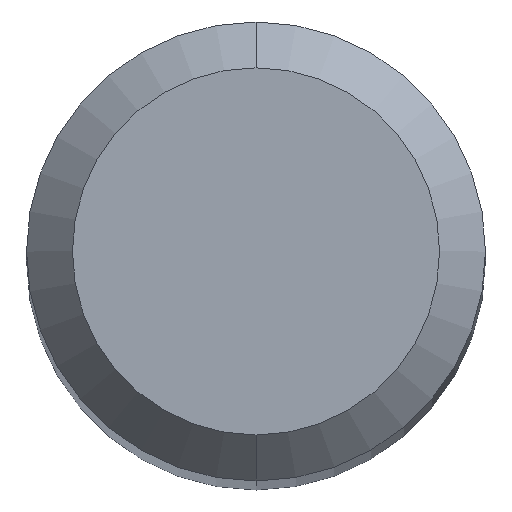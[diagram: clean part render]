
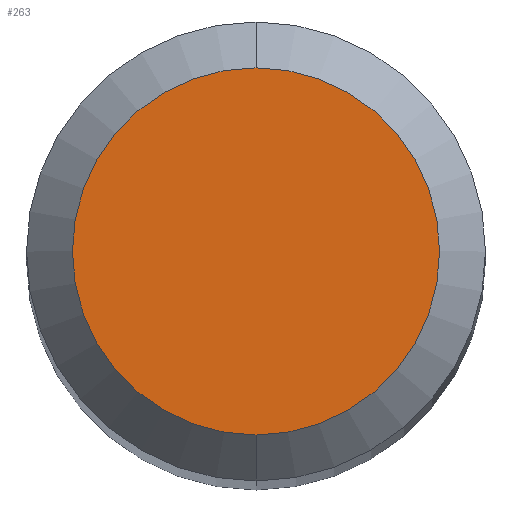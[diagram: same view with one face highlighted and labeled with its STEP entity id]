
A CAD part, top view. The second image highlights one B-rep face of the part: STEP entity #263.
In plain terms, the highlighted planar face has unit normal (0, 0, 1).
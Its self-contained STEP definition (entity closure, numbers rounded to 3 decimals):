
#185=EDGE_CURVE('',#209,#307,#492,.T.);
#209=VERTEX_POINT('',#519);
#251=EDGE_CURVE('',#307,#209,#565,.T.);
#263=ADVANCED_FACE('',(#577),#578,.T.);
#307=VERTEX_POINT('',#626);
#492=CIRCLE('',#824,1.2);
#519=CARTESIAN_POINT('',(0.0,1.2,0.0));
#565=CIRCLE('',#971,1.2);
#577=FACE_OUTER_BOUND('',#1038,.T.);
#578=PLANE('',#1039);
#626=CARTESIAN_POINT('',(0.,-1.2,0.0));
#824=AXIS2_PLACEMENT_3D('',#1446,#1447,#1448);
#971=AXIS2_PLACEMENT_3D('',#1537,#1538,#1539);
#1038=EDGE_LOOP('',(#1544,#1545));
#1039=AXIS2_PLACEMENT_3D('',#1546,#1547,#1548);
#1446=CARTESIAN_POINT('',(0.0,0.0,0.0));
#1447=DIRECTION('',(0.0,0.0,-1.0));
#1448=DIRECTION('',(0.0,1.0,0.0));
#1537=CARTESIAN_POINT('',(0.0,0.0,0.0));
#1538=DIRECTION('',(0.0,0.0,-1.0));
#1539=DIRECTION('',(0.0,1.0,0.0));
#1544=ORIENTED_EDGE('',*,*,#185,.F.);
#1545=ORIENTED_EDGE('',*,*,#251,.F.);
#1546=CARTESIAN_POINT('',(0.0,0.6,0.0));
#1547=DIRECTION('',(-0.0,0.0,1.0));
#1548=DIRECTION('',(0.0,-1.0,0.0));
